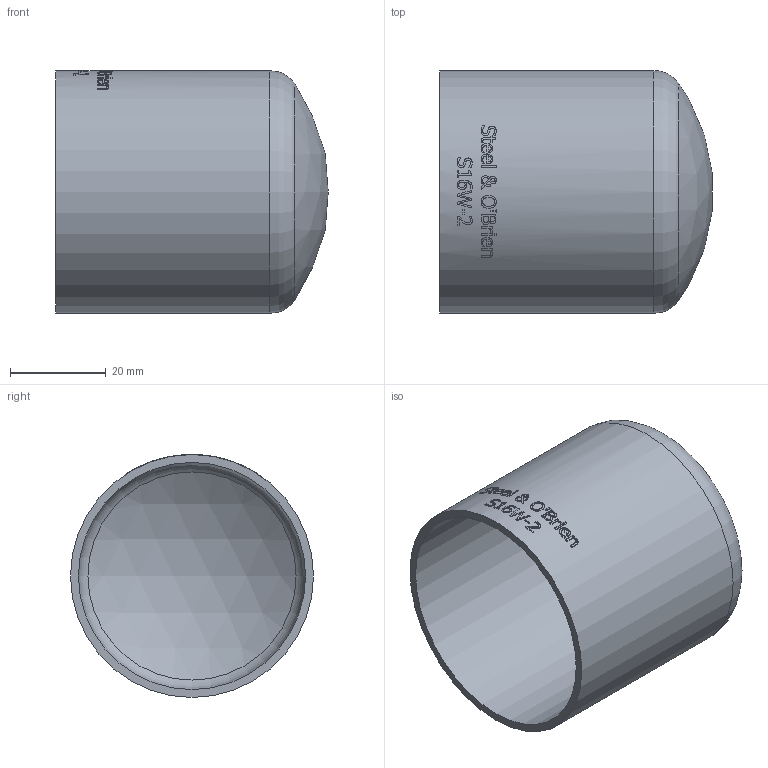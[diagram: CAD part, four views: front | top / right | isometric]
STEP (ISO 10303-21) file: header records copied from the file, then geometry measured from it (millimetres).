
FILE_DESCRIPTION(/* description */ (''),/* implementation_level */ '2;1');
FILE_NAME(/* name */ 'S16W-2.stp',/* time_stamp */ '2018-11-26T10:33:28-05:00',/* author */ ('rick'),/* organization */ (''),/* preprocessor_version */ 'ST-DEVELOPER v15.2',/* originating_system */ 'Autodesk Inventor 2014',/* authorisation */ '');
FILE_SCHEMA (('AUTOMOTIVE_DESIGN { 1 0 10303 214 3 1 1 }'));
Length unit declared in the file: inch
Products named in the file (1): S16W-2
Bounding box: 56.94 x 50.8 x 50.8 mm (x, y, z)
Volume: 15530.3 mm3; surface area: 19111.9 mm2
Topology: 1 solids, 1 shells, 321 faces, 865 edges, 576 vertices
Faces by surface type: bspline 166, plane 120, cylinder 31, torus 2, sphere 2
Full cylindrical faces by diameter (mm): 47.498 x1, 50.8 x1
Entity records: 13034 total; most frequent: CARTESIAN_POINT 5916, ORIENTED_EDGE 1722, DIRECTION 989, EDGE_CURVE 861, VERTEX_POINT 576, LINE 381, VECTOR 381, EDGE_LOOP 355
